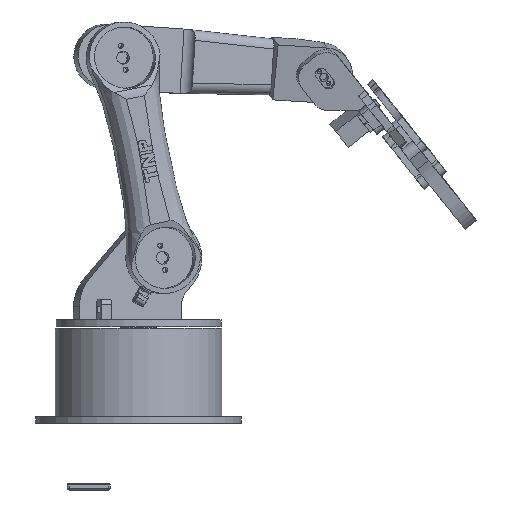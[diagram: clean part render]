
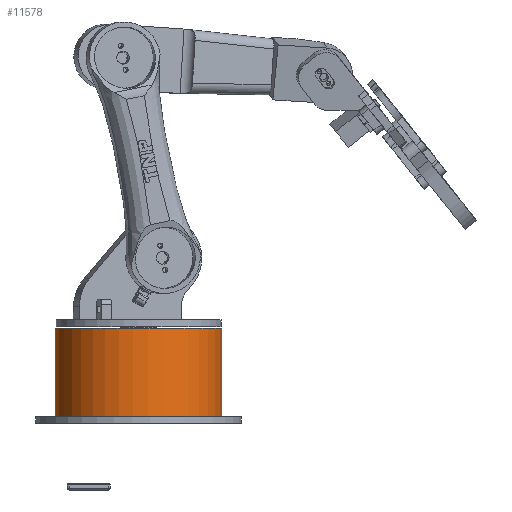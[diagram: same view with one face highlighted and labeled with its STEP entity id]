
A CAD part, front view. The second image highlights one B-rep face of the part: STEP entity #11578.
In plain terms, the highlighted cylindrical face has radius 49 mm (diameter 98 mm), a full revolution.
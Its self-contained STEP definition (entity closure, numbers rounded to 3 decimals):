
#335=B_SPLINE_CURVE_WITH_KNOTS('',3,(#20309,#20310,#20311,#20312,#20313,
#20314,#20315,#20316,#20317,#20318,#20319,#20320,#20321,#20322,#20323,#20324,
#20325,#20326),.UNSPECIFIED.,.F.,.F.,(4,2,2,2,2,2,2,2,4),(3.016,
3.204,3.393,3.581,3.77,3.958,
4.147,4.335,4.524),.UNSPECIFIED.);
#336=B_SPLINE_CURVE_WITH_KNOTS('',3,(#20327,#20328,#20329,#20330,#20331,
#20332,#20333,#20334,#20335,#20336,#20337,#20338,#20339,#20340,#20341,#20342,
#20343,#20344),.UNSPECIFIED.,.F.,.F.,(4,2,2,2,2,2,2,2,4),(1.508,
1.696,1.885,2.073,2.262,2.45,
2.639,2.827,3.016),.UNSPECIFIED.);
#503=FACE_BOUND('',#2168,.T.);
#1397=FACE_OUTER_BOUND('',#2167,.T.);
#2167=EDGE_LOOP('',(#10129,#10130,#10131,#10132));
#2168=EDGE_LOOP('',(#10133,#10134));
#3086=LINE('',#20373,#4028);
#4028=VECTOR('',#15991,49.);
#4714=CIRCLE('',#12927,49.);
#4715=CIRCLE('',#12928,49.);
#5638=VERTEX_POINT('',#20306);
#5639=VERTEX_POINT('',#20308);
#5648=VERTEX_POINT('',#20370);
#5649=VERTEX_POINT('',#20372);
#7165=EDGE_CURVE('',#5638,#5639,#335,.T.);
#7166=EDGE_CURVE('',#5639,#5638,#336,.T.);
#7179=EDGE_CURVE('',#5648,#5648,#4714,.T.);
#7180=EDGE_CURVE('',#5648,#5649,#3086,.T.);
#7181=EDGE_CURVE('',#5649,#5649,#4715,.T.);
#10129=ORIENTED_EDGE('',*,*,#7179,.T.);
#10130=ORIENTED_EDGE('',*,*,#7180,.T.);
#10131=ORIENTED_EDGE('',*,*,#7181,.F.);
#10132=ORIENTED_EDGE('',*,*,#7180,.F.);
#10133=ORIENTED_EDGE('',*,*,#7166,.F.);
#10134=ORIENTED_EDGE('',*,*,#7165,.F.);
#11020=CYLINDRICAL_SURFACE('',#12926,49.);
#11578=ADVANCED_FACE('',(#1397,#503),#11020,.T.);
#12926=AXIS2_PLACEMENT_3D('',#20369,#15987,#15988);
#12927=AXIS2_PLACEMENT_3D('',#20371,#15989,#15990);
#12928=AXIS2_PLACEMENT_3D('',#20374,#15992,#15993);
#15987=DIRECTION('center_axis',(0.,0.,
-1.));
#15988=DIRECTION('ref_axis',(-0.552,-0.834,0.));
#15989=DIRECTION('center_axis',(0.,0.,
1.));
#15990=DIRECTION('ref_axis',(0.552,0.834,0.));
#15991=DIRECTION('',(0.,0.,1.));
#15992=DIRECTION('center_axis',(0.,0.,
1.));
#15993=DIRECTION('ref_axis',(0.552,0.834,0.));
#20306=CARTESIAN_POINT('',(2.892,-61.806,50.108));
#20308=CARTESIAN_POINT('',(-2.628,-70.145,50.108));
#20309=CARTESIAN_POINT('Ctrl Pts',(2.892,-61.806,50.108));
#20310=CARTESIAN_POINT('Ctrl Pts',(2.892,-61.806,49.479));
#20311=CARTESIAN_POINT('Ctrl Pts',(2.811,-61.904,48.809));
#20312=CARTESIAN_POINT('Ctrl Pts',(2.489,-62.303,47.578));
#20313=CARTESIAN_POINT('Ctrl Pts',(2.248,-62.605,47.016));
#20314=CARTESIAN_POINT('Ctrl Pts',(1.705,-63.309,46.128));
#20315=CARTESIAN_POINT('Ctrl Pts',(1.366,-63.759,45.744));
#20316=CARTESIAN_POINT('Ctrl Pts',(0.646,-64.76,45.233));
#20317=CARTESIAN_POINT('Ctrl Pts',(0.266,-65.311,
45.108));
#20318=CARTESIAN_POINT('Ctrl Pts',(-0.428,-66.359,
45.108));
#20319=CARTESIAN_POINT('Ctrl Pts',(-0.787,-66.925,
45.233));
#20320=CARTESIAN_POINT('Ctrl Pts',(-1.426,-67.978,
45.744));
#20321=CARTESIAN_POINT('Ctrl Pts',(-1.708,-68.466,
46.128));
#20322=CARTESIAN_POINT('Ctrl Pts',(-2.144,-69.241,
47.016));
#20323=CARTESIAN_POINT('Ctrl Pts',(-2.328,-69.581,47.578));
#20324=CARTESIAN_POINT('Ctrl Pts',(-2.569,-70.033,
48.809));
#20325=CARTESIAN_POINT('Ctrl Pts',(-2.628,-70.145,
49.479));
#20326=CARTESIAN_POINT('Ctrl Pts',(-2.628,-70.145,
50.108));
#20327=CARTESIAN_POINT('Ctrl Pts',(-2.628,-70.145,
50.108));
#20328=CARTESIAN_POINT('Ctrl Pts',(-2.628,-70.145,
50.736));
#20329=CARTESIAN_POINT('Ctrl Pts',(-2.569,-70.033,
51.406));
#20330=CARTESIAN_POINT('Ctrl Pts',(-2.328,-69.581,
52.637));
#20331=CARTESIAN_POINT('Ctrl Pts',(-2.144,-69.241,53.199));
#20332=CARTESIAN_POINT('Ctrl Pts',(-1.708,-68.466,
54.087));
#20333=CARTESIAN_POINT('Ctrl Pts',(-1.426,-67.978,
54.472));
#20334=CARTESIAN_POINT('Ctrl Pts',(-0.787,-66.925,
54.982));
#20335=CARTESIAN_POINT('Ctrl Pts',(-0.428,-66.359,
55.108));
#20336=CARTESIAN_POINT('Ctrl Pts',(0.266,-65.311,
55.108));
#20337=CARTESIAN_POINT('Ctrl Pts',(0.646,-64.76,54.982));
#20338=CARTESIAN_POINT('Ctrl Pts',(1.366,-63.759,54.472));
#20339=CARTESIAN_POINT('Ctrl Pts',(1.705,-63.309,54.087));
#20340=CARTESIAN_POINT('Ctrl Pts',(2.248,-62.605,53.199));
#20341=CARTESIAN_POINT('Ctrl Pts',(2.489,-62.303,52.637));
#20342=CARTESIAN_POINT('Ctrl Pts',(2.811,-61.904,51.406));
#20343=CARTESIAN_POINT('Ctrl Pts',(2.892,-61.806,50.736));
#20344=CARTESIAN_POINT('Ctrl Pts',(2.892,-61.806,50.108));
#20369=CARTESIAN_POINT('Origin',(40.779,-92.88,92.108));
#20370=CARTESIAN_POINT('',(67.824,-52.019,40.108));
#20371=CARTESIAN_POINT('Origin',(40.779,-92.88,40.108));
#20372=CARTESIAN_POINT('',(67.824,-52.019,92.108));
#20373=CARTESIAN_POINT('',(67.824,-52.019,92.108));
#20374=CARTESIAN_POINT('Origin',(40.779,-92.88,92.108));
